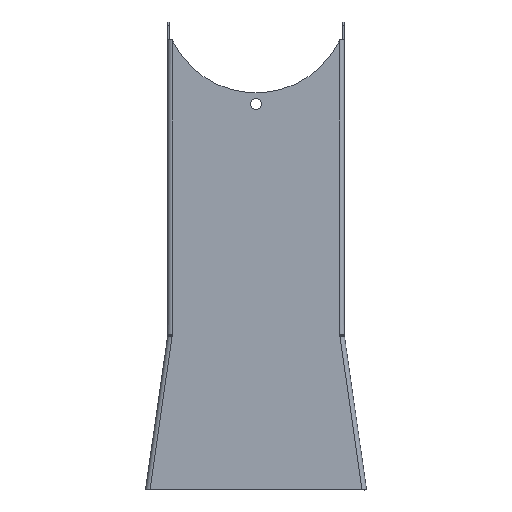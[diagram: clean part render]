
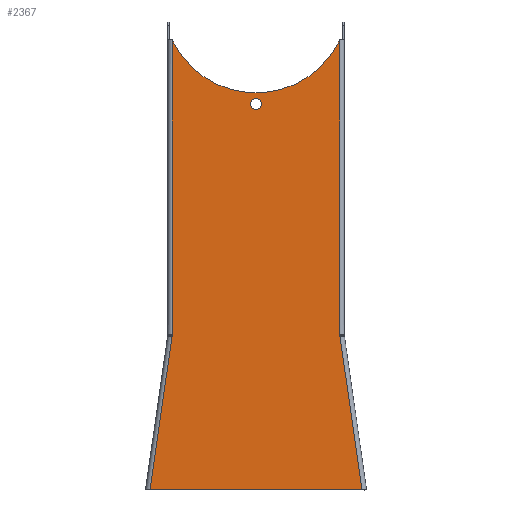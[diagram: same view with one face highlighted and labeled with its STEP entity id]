
A CAD part, top view. The second image highlights one B-rep face of the part: STEP entity #2367.
In plain terms, the highlighted planar face has unit normal (0, 0, 1).
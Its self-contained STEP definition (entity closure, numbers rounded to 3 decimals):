
#9 = CIRCLE ( 'NONE', #1066, 25.25 ) ;
#12 = VERTEX_POINT ( 'NONE', #1293 ) ;
#126 = EDGE_CURVE ( 'NONE', #3302, #3000, #269, .T. ) ;
#147 = DIRECTION ( 'NONE',  ( -1., 0., 0. ) ) ;
#150 = DIRECTION ( 'NONE',  ( 0., 0., -1. ) ) ;
#157 = VECTOR ( 'NONE', #2643, 1000. ) ;
#162 = CARTESIAN_POINT ( 'NONE',  ( 24., 87.25, 0. ) ) ;
#165 = CARTESIAN_POINT ( 'NONE',  ( 22.8, 80.15, 0. ) ) ;
#173 = LINE ( 'NONE', #2647, #157 ) ;
#198 = PLANE ( 'NONE',  #710 ) ;
#246 = CIRCLE ( 'NONE', #699, 1.5 ) ;
#247 = CARTESIAN_POINT ( 'NONE',  ( 22.8, 87.25, 0. ) ) ;
#269 = LINE ( 'NONE', #1462, #3142 ) ;
#348 = VERTEX_POINT ( 'NONE', #1877 ) ;
#356 = VERTEX_POINT ( 'NONE', #1882 ) ;
#472 = DIRECTION ( 'NONE',  ( 0., 1., 0. ) ) ;
#533 = DIRECTION ( 'NONE',  ( 0., 1., 0. ) ) ;
#556 = EDGE_LOOP ( 'NONE', ( #2297, #947 ) ) ;
#699 = AXIS2_PLACEMENT_3D ( 'NONE', #2797, #2795, #2791 ) ;
#700 = CARTESIAN_POINT ( 'NONE',  ( -22.812, -0.421, 0. ) ) ;
#710 = AXIS2_PLACEMENT_3D ( 'NONE', #162, #150, #147 ) ;
#735 = CIRCLE ( 'NONE', #1623, 1.5 ) ;
#780 = DIRECTION ( 'NONE',  ( -0.142, -0.99, 0. ) ) ;
#881 = LINE ( 'NONE', #3680, #903 ) ;
#897 = VERTEX_POINT ( 'NONE', #1876 ) ;
#903 = VECTOR ( 'NONE', #533, 1000. ) ;
#947 = ORIENTED_EDGE ( 'NONE', *, *, #2854, .T. ) ;
#1066 = AXIS2_PLACEMENT_3D ( 'NONE', #1803, #1792, #1786 ) ;
#1293 = CARTESIAN_POINT ( 'NONE',  ( 1.5, 62.75, 0. ) ) ;
#1306 = VERTEX_POINT ( 'NONE', #3562 ) ;
#1354 = DIRECTION ( 'NONE',  ( 0., 0., -1. ) ) ;
#1422 = FACE_BOUND ( 'NONE', #556, .T. ) ;
#1448 = DIRECTION ( 'NONE',  ( -0.142, 0.99, 0. ) ) ;
#1462 = CARTESIAN_POINT ( 'NONE',  ( 28.812, -42.171, 0. ) ) ;
#1468 = CARTESIAN_POINT ( 'NONE',  ( 0., 62.75, 0. ) ) ;
#1470 = FACE_OUTER_BOUND ( 'NONE', #3559, .T. ) ;
#1485 = DIRECTION ( 'NONE',  ( -1., 0., 0. ) ) ;
#1504 = LINE ( 'NONE', #247, #1566 ) ;
#1566 = VECTOR ( 'NONE', #472, 1000. ) ;
#1595 = ORIENTED_EDGE ( 'NONE', *, *, #2115, .T. ) ;
#1622 = CARTESIAN_POINT ( 'NONE',  ( -1.5, 62.75, 0. ) ) ;
#1623 = AXIS2_PLACEMENT_3D ( 'NONE', #1468, #1354, #1485 ) ;
#1656 = VECTOR ( 'NONE', #2231, 1000. ) ;
#1662 = ORIENTED_EDGE ( 'NONE', *, *, #3450, .F. ) ;
#1670 = ORIENTED_EDGE ( 'NONE', *, *, #126, .T. ) ;
#1703 = LINE ( 'NONE', #2343, #1656 ) ;
#1777 = EDGE_CURVE ( 'NONE', #356, #897, #2214, .T. ) ;
#1786 = DIRECTION ( 'NONE',  ( -1., 0., 0. ) ) ;
#1792 = DIRECTION ( 'NONE',  ( 0., 0., 1. ) ) ;
#1803 = CARTESIAN_POINT ( 'NONE',  ( 0., 91., 0. ) ) ;
#1842 = VECTOR ( 'NONE', #2615, 1000. ) ;
#1873 = LINE ( 'NONE', #2947, #1842 ) ;
#1876 = CARTESIAN_POINT ( 'NONE',  ( -28.788, -42., 0. ) ) ;
#1877 = CARTESIAN_POINT ( 'NONE',  ( 22.8, -0.125, 0. ) ) ;
#1882 = CARTESIAN_POINT ( 'NONE',  ( -22.8, -0.336, 0. ) ) ;
#2115 = EDGE_CURVE ( 'NONE', #3260, #356, #1873, .T. ) ;
#2148 = CARTESIAN_POINT ( 'NONE',  ( 28.788, -42., 0. ) ) ;
#2207 = EDGE_CURVE ( 'NONE', #1306, #3260, #1703, .T. ) ;
#2214 = LINE ( 'NONE', #700, #2222 ) ;
#2222 = VECTOR ( 'NONE', #780, 1000. ) ;
#2231 = DIRECTION ( 'NONE',  ( 0., -1., 0. ) ) ;
#2297 = ORIENTED_EDGE ( 'NONE', *, *, #3098, .T. ) ;
#2300 = CARTESIAN_POINT ( 'NONE',  ( -22.8, -0.125, 0. ) ) ;
#2321 = EDGE_CURVE ( 'NONE', #348, #2365, #1504, .T. ) ;
#2343 = CARTESIAN_POINT ( 'NONE',  ( -22.8, 87.25, 0. ) ) ;
#2365 = VERTEX_POINT ( 'NONE', #165 ) ;
#2367 = ADVANCED_FACE ( 'NONE', ( #1422, #1470 ), #198, .F. ) ;
#2615 = DIRECTION ( 'NONE',  ( 0., -1., 0. ) ) ;
#2643 = DIRECTION ( 'NONE',  ( 1., 0., 0. ) ) ;
#2647 = CARTESIAN_POINT ( 'NONE',  ( -30., -42., 0. ) ) ;
#2711 = EDGE_CURVE ( 'NONE', #3000, #348, #881, .T. ) ;
#2791 = DIRECTION ( 'NONE',  ( -1., 0., 0. ) ) ;
#2795 = DIRECTION ( 'NONE',  ( 0., 0., -1. ) ) ;
#2797 = CARTESIAN_POINT ( 'NONE',  ( 0., 62.75, 0. ) ) ;
#2854 = EDGE_CURVE ( 'NONE', #12, #3524, #735, .T. ) ;
#2916 = ORIENTED_EDGE ( 'NONE', *, *, #2207, .T. ) ;
#2947 = CARTESIAN_POINT ( 'NONE',  ( -22.8, 0., 0. ) ) ;
#3000 = VERTEX_POINT ( 'NONE', #3490 ) ;
#3004 = ORIENTED_EDGE ( 'NONE', *, *, #3195, .T. ) ;
#3098 = EDGE_CURVE ( 'NONE', #3524, #12, #246, .T. ) ;
#3125 = ORIENTED_EDGE ( 'NONE', *, *, #2321, .T. ) ;
#3142 = VECTOR ( 'NONE', #1448, 1000. ) ;
#3183 = ORIENTED_EDGE ( 'NONE', *, *, #1777, .T. ) ;
#3195 = EDGE_CURVE ( 'NONE', #897, #3302, #173, .T. ) ;
#3260 = VERTEX_POINT ( 'NONE', #2300 ) ;
#3302 = VERTEX_POINT ( 'NONE', #2148 ) ;
#3355 = ORIENTED_EDGE ( 'NONE', *, *, #2711, .T. ) ;
#3450 = EDGE_CURVE ( 'NONE', #1306, #2365, #9, .T. ) ;
#3490 = CARTESIAN_POINT ( 'NONE',  ( 22.8, -0.336, 0. ) ) ;
#3524 = VERTEX_POINT ( 'NONE', #1622 ) ;
#3559 = EDGE_LOOP ( 'NONE', ( #1662, #2916, #1595, #3183, #3004, #1670, #3355, #3125 ) ) ;
#3562 = CARTESIAN_POINT ( 'NONE',  ( -22.8, 80.15, 0. ) ) ;
#3680 = CARTESIAN_POINT ( 'NONE',  ( 22.8, 0., 0. ) ) ;
